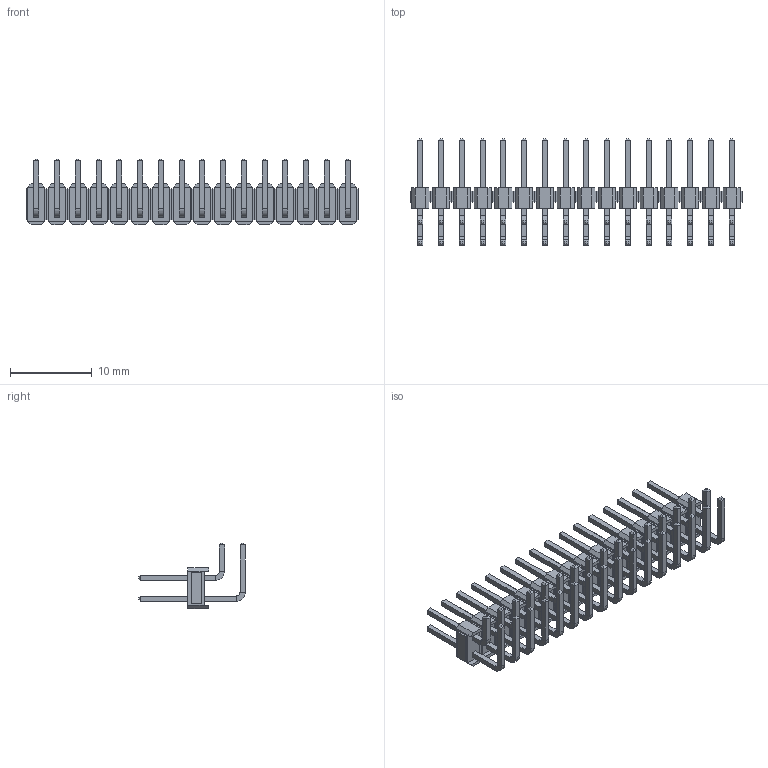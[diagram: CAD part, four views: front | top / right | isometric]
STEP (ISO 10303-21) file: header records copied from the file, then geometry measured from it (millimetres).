
FILE_DESCRIPTION (( 'STEP AP214' ), '1' );
FILE_NAME ('PLDR-32.STEP', '2019-07-02T20:47:22', ( '' ), ( '' ), 'SwSTEP 2.0', 'SolidWorks 2018', '' );
FILE_SCHEMA (( 'AUTOMOTIVE_DESIGN' ));
Length unit declared in the file: millimetre
Products named in the file (1): PLDR-32
Bounding box: 40.64 x 13.04 x 8 mm (x, y, z)
Volume: 561.1 mm3; surface area: 2073.4 mm2
Topology: 16 solids, 16 shells, 1216 faces, 2688 edges, 1600 vertices
Faces by surface type: plane 1152, cylinder 64
Entity records: 45677 total; most frequent: CARTESIAN_POINT 5505, ORIENTED_EDGE 5376, DIRECTION 5250, EDGE_CURVE 2688, VECTOR 2560, LINE 2560, VERTEX_POINT 1600, AXIS2_PLACEMENT_3D 1345
